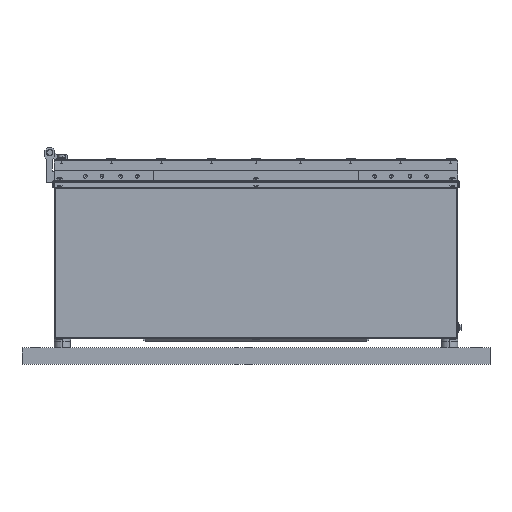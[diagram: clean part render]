
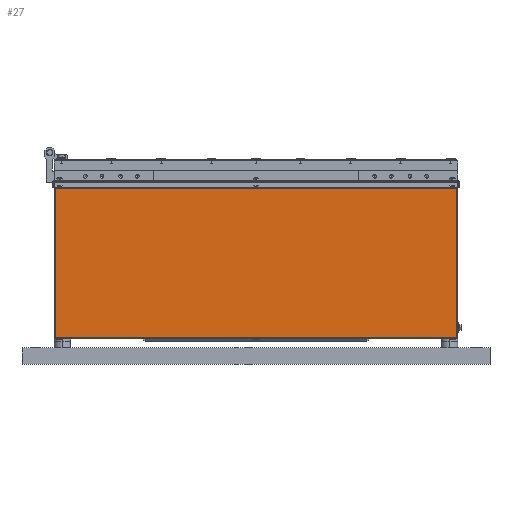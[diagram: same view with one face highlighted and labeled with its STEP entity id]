
A CAD part, front view. The second image highlights one B-rep face of the part: STEP entity #27.
In plain terms, the highlighted face is planar.
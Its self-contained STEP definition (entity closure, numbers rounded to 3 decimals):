
#27 = ADVANCED_FACE ( 'NONE', ( #18842 ), #52998, .T. ) ;
#4060 = LINE ( 'NONE', #55548, #41939 ) ;
#6073 = DIRECTION ( 'NONE',  ( 0., 1., 0. ) ) ;
#7326 = ORIENTED_EDGE ( 'NONE', *, *, #58805, .F. ) ;
#7443 = DIRECTION ( 'NONE',  ( 0., 0., 1. ) ) ;
#7644 = VECTOR ( 'NONE', #19522, 1000. ) ;
#8537 = VERTEX_POINT ( 'NONE', #22077 ) ;
#9040 = CARTESIAN_POINT ( 'NONE',  ( -362.5, 272.5, 180. ) ) ;
#11147 = ORIENTED_EDGE ( 'NONE', *, *, #31338, .F. ) ;
#11992 = LINE ( 'NONE', #28883, #22710 ) ;
#12065 = CARTESIAN_POINT ( 'NONE',  ( 362.5, 2.5, 180. ) ) ;
#12260 = DIRECTION ( 'NONE',  ( 1., 0., 0. ) ) ;
#13670 = LINE ( 'NONE', #12065, #57968 ) ;
#16524 = VERTEX_POINT ( 'NONE', #9040 ) ;
#18842 = FACE_OUTER_BOUND ( 'NONE', #20443, .T. ) ;
#19518 = EDGE_CURVE ( 'NONE', #8537, #45558, #13670, .T. ) ;
#19522 = DIRECTION ( 'NONE',  ( 1., 0., 0. ) ) ;
#19814 = LINE ( 'NONE', #24361, #7644 ) ;
#20443 = EDGE_LOOP ( 'NONE', ( #56311, #53682, #7326, #11147 ) ) ;
#22077 = CARTESIAN_POINT ( 'NONE',  ( -362.5, 2.5, 180. ) ) ;
#22710 = VECTOR ( 'NONE', #6073, 1000. ) ;
#24361 = CARTESIAN_POINT ( 'NONE',  ( 362.5, 272.5, 180. ) ) ;
#28883 = CARTESIAN_POINT ( 'NONE',  ( -362.5, 272.5, 180. ) ) ;
#31338 = EDGE_CURVE ( 'NONE', #16524, #52726, #19814, .T. ) ;
#31514 = CARTESIAN_POINT ( 'NONE',  ( 362.5, 2.5, 180. ) ) ;
#31875 = EDGE_CURVE ( 'NONE', #8537, #16524, #11992, .T. ) ;
#39436 = DIRECTION ( 'NONE',  ( 0., -1., 0. ) ) ;
#41643 = CARTESIAN_POINT ( 'NONE',  ( 362.5, 272.5, 180. ) ) ;
#41939 = VECTOR ( 'NONE', #50959, 1000. ) ;
#45558 = VERTEX_POINT ( 'NONE', #31514 ) ;
#50959 = DIRECTION ( 'NONE',  ( 0., -1., 0. ) ) ;
#52726 = VERTEX_POINT ( 'NONE', #41643 ) ;
#52998 = PLANE ( 'NONE',  #54815 ) ;
#53682 = ORIENTED_EDGE ( 'NONE', *, *, #19518, .T. ) ;
#54815 = AXIS2_PLACEMENT_3D ( 'NONE', #57589, #7443, #39436 ) ;
#55548 = CARTESIAN_POINT ( 'NONE',  ( 362.5, 1.5, 180. ) ) ;
#56311 = ORIENTED_EDGE ( 'NONE', *, *, #31875, .F. ) ;
#57589 = CARTESIAN_POINT ( 'NONE',  ( 362.5, 1.5, 180. ) ) ;
#57968 = VECTOR ( 'NONE', #12260, 1000. ) ;
#58805 = EDGE_CURVE ( 'NONE', #52726, #45558, #4060, .T. ) ;
